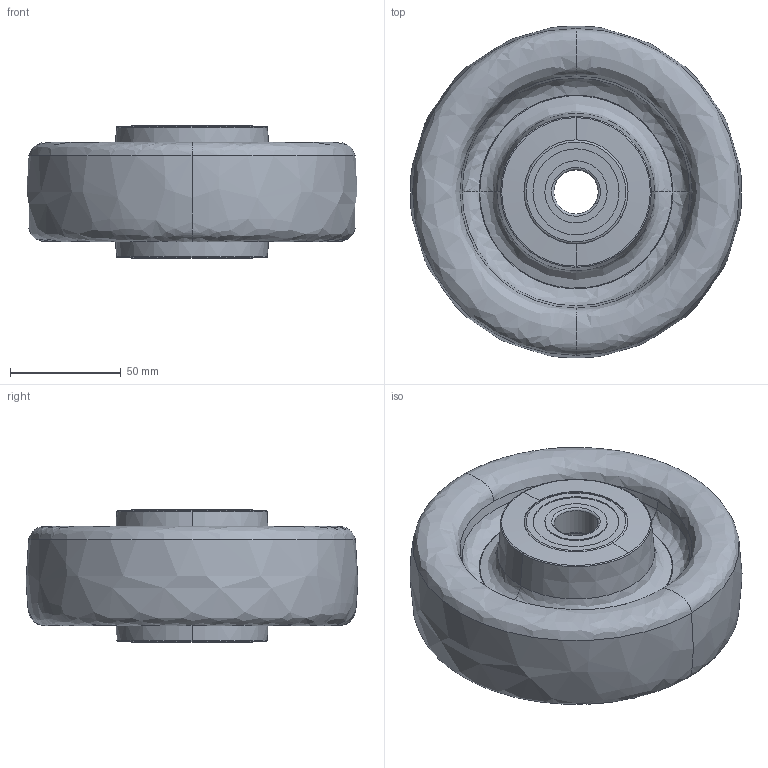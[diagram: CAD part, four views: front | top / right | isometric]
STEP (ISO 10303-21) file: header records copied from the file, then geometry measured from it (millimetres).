
FILE_DESCRIPTION (( 'STEP AP214' ), '1' );
FILE_NAME ('0040842.step', '2024-05-14T09:35:15', ( '' ), ( '' ), 'SwSTEP 2.0', 'SolidWorks 2020', '' );
FILE_SCHEMA (( 'AUTOMOTIVE_DESIGN' ));
Length unit declared in the file: millimetre
Products named in the file (1): 0040842
Bounding box: 149.43 x 149.93 x 60 mm (x, y, z)
Volume: 628645.4 mm3; surface area: 162600.5 mm2
Topology: 13 solids, 13 shells, 228 faces, 545 edges, 343 vertices
Faces by surface type: bspline 66, cylinder 60, plane 50, torus 36, cone 16
Entity records: 13315 total; most frequent: CARTESIAN_POINT 5637, ORIENTED_EDGE 1090, DIRECTION 1012, EDGE_CURVE 545, AXIS2_PLACEMENT_3D 446, VERTEX_POINT 343, CIRCLE 283, EDGE_LOOP 254
